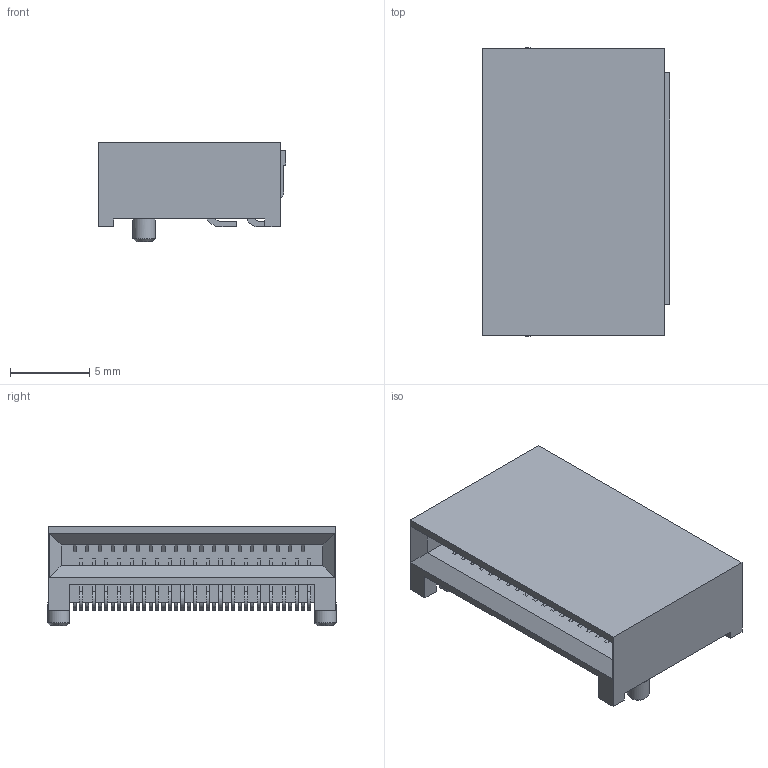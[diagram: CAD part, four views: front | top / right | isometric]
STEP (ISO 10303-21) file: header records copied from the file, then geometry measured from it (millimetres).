
FILE_DESCRIPTION((''),'2;1');
FILE_NAME('TYCO_1761987-9.stp','2013-07-16T09:11:11',(''),(''),'Mechanical Desktop 2011','Mechanical Desktop 2011',', , ');
FILE_SCHEMA(('AUTOMOTIVE_DESIGN { 1 2 10303 214 1 1 1 1 }'));
Length unit declared in the file: millimetre
Products named in the file (1): Product
Bounding box: 11.84 x 18.2 x 6.3 mm (x, y, z)
Volume: 745.7 mm3; surface area: 1265.7 mm2
Topology: 78 solids, 78 shells, 657 faces, 1496 edges, 996 vertices
Faces by surface type: plane 593, cylinder 60, cone 4
Entity records: 18150 total; most frequent: CARTESIAN_POINT 3158, ORIENTED_EDGE 2992, DIRECTION 2942, EDGE_CURVE 1496, VECTOR 1358, LINE 1358, VERTEX_POINT 996, AXIS2_PLACEMENT_3D 792
